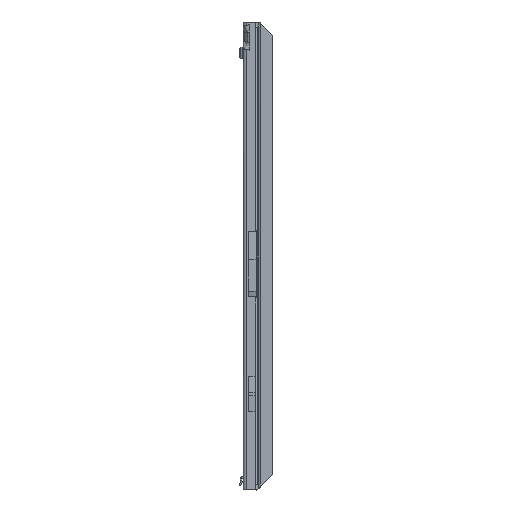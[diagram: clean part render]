
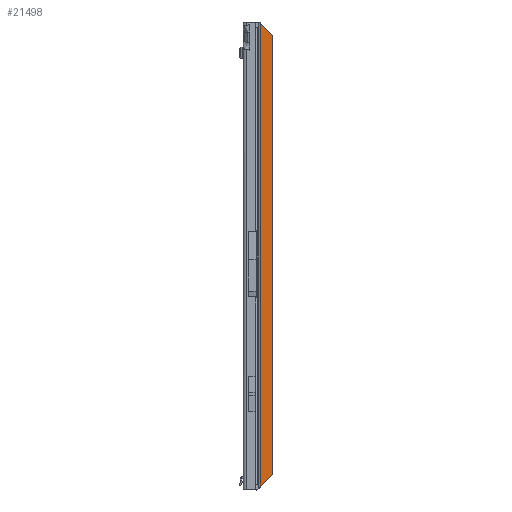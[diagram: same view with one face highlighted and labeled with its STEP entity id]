
A CAD part, front view. The second image highlights one B-rep face of the part: STEP entity #21498.
In plain terms, the highlighted planar face has unit normal (0, -1, 0).
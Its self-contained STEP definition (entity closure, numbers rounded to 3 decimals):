
#241 = DIRECTION ( 'NONE',  ( 0., -1., 0. ) ) ;
#287 = VERTEX_POINT ( 'NONE', #10982 ) ;
#389 = AXIS2_PLACEMENT_3D ( 'NONE', #10285, #241, #8349 ) ;
#1591 = EDGE_CURVE ( 'NONE', #20484, #12559, #18021, .T. ) ;
#1684 = LINE ( 'NONE', #22852, #16286 ) ;
#2995 = CARTESIAN_POINT ( 'NONE',  ( 13.5, 0.9, -483.8 ) ) ;
#3011 = LINE ( 'NONE', #9484, #14055 ) ;
#3518 = EDGE_CURVE ( 'NONE', #287, #20484, #1684, .T. ) ;
#3801 = VECTOR ( 'NONE', #7833, 1000. ) ;
#5510 = CARTESIAN_POINT ( 'NONE',  ( 248.65, 0.9, -248.65 ) ) ;
#5668 = VERTEX_POINT ( 'NONE', #8149 ) ;
#5840 = ORIENTED_EDGE ( 'NONE', *, *, #3518, .T. ) ;
#7833 = DIRECTION ( 'NONE',  ( 0.707, 0., 0.707 ) ) ;
#7878 = DIRECTION ( 'NONE',  ( 0., 0., -1. ) ) ;
#8149 = CARTESIAN_POINT ( 'NONE',  ( 13.5, 0.9, -14.2 ) ) ;
#8349 = DIRECTION ( 'NONE',  ( 1., 0., 0. ) ) ;
#9484 = CARTESIAN_POINT ( 'NONE',  ( 13.5, 0.9, -498. ) ) ;
#10285 = CARTESIAN_POINT ( 'NONE',  ( 0., 0.9, 0. ) ) ;
#10338 = ORIENTED_EDGE ( 'NONE', *, *, #22301, .F. ) ;
#10556 = FACE_OUTER_BOUND ( 'NONE', #16145, .T. ) ;
#10982 = CARTESIAN_POINT ( 'NONE',  ( 0.5, 0.9, -1.2 ) ) ;
#11346 = CARTESIAN_POINT ( 'NONE',  ( 0.5, 0.9, -496.8 ) ) ;
#11426 = DIRECTION ( 'NONE',  ( 0., 0., -1. ) ) ;
#12559 = VERTEX_POINT ( 'NONE', #2995 ) ;
#12896 = PLANE ( 'NONE',  #389 ) ;
#14055 = VECTOR ( 'NONE', #11426, 1000. ) ;
#16008 = ORIENTED_EDGE ( 'NONE', *, *, #19859, .T. ) ;
#16145 = EDGE_LOOP ( 'NONE', ( #5840, #17862, #10338, #16008 ) ) ;
#16286 = VECTOR ( 'NONE', #7878, 1000. ) ;
#17862 = ORIENTED_EDGE ( 'NONE', *, *, #1591, .T. ) ;
#18021 = LINE ( 'NONE', #5510, #3801 ) ;
#19016 = DIRECTION ( 'NONE',  ( -0.707, 0., 0.707 ) ) ;
#19859 = EDGE_CURVE ( 'NONE', #5668, #287, #21074, .T. ) ;
#20484 = VERTEX_POINT ( 'NONE', #11346 ) ;
#21074 = LINE ( 'NONE', #21221, #22357 ) ;
#21221 = CARTESIAN_POINT ( 'NONE',  ( -0.35, 0.9, -0.35 ) ) ;
#21498 = ADVANCED_FACE ( 'NONE', ( #10556 ), #12896, .T. ) ;
#22301 = EDGE_CURVE ( 'NONE', #5668, #12559, #3011, .T. ) ;
#22357 = VECTOR ( 'NONE', #19016, 1000. ) ;
#22852 = CARTESIAN_POINT ( 'NONE',  ( 0.5, 0.9, 0. ) ) ;
